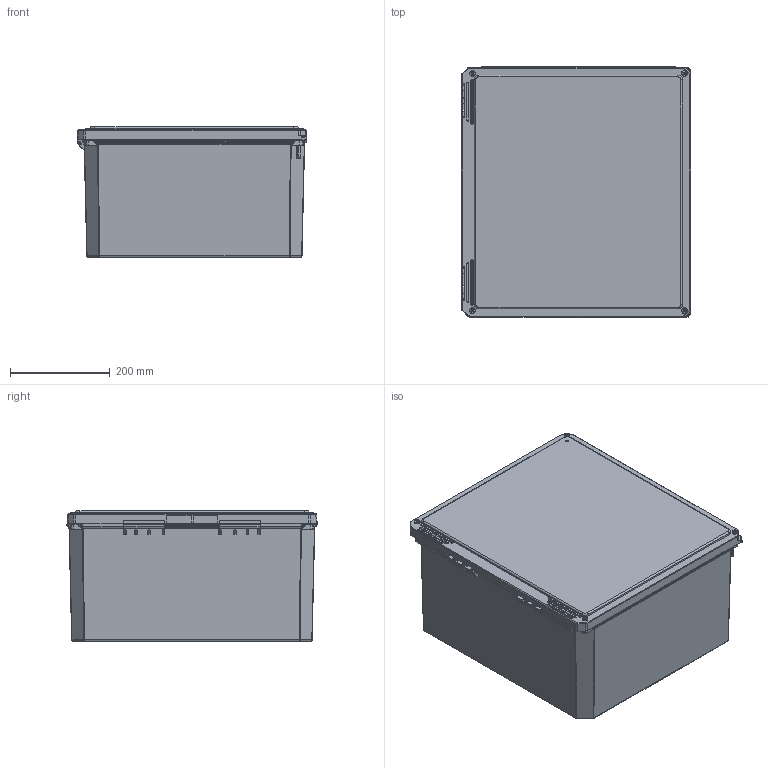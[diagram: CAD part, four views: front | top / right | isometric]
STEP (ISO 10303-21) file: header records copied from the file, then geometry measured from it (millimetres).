
FILE_DESCRIPTION (( 'STEP AP214' ), '1' );
FILE_NAME ('FR181610W.STEP', '2018-11-01T13:49:35', ( '' ), ( '' ), 'SwSTEP 2.0', 'SolidWorks 2018', '' );
FILE_SCHEMA (( 'AUTOMOTIVE_DESIGN' ));
Length unit declared in the file: inch
Products named in the file (1): FR181610W
Bounding box: 460.93 x 502.62 x 262.67 mm (x, y, z)
Volume: 4214942.8 mm3; surface area: 1898781 mm2
Topology: 27 solids, 27 shells, 2163 faces, 5447 edges, 3239 vertices
Faces by surface type: cylinder 786, plane 742, bspline 523, cone 96, torus 16
Full cylindrical faces by diameter (mm): 3.48 x4, 3.861 x8, 3.962 x16, 5.055 x4, 5.563 x2, 5.766 x2, 6.248 x16, 6.401 x4, 6.426 x4, 7.937 x2, 11.049 x2, 11.43 x4
Entity records: 119729 total; most frequent: CARTESIAN_POINT 46056, ORIENTED_EDGE 10386, DIRECTION 7561, EDGE_CURVE 5193, VERTEX_POINT 3202, LINE 2603, VECTOR 2603, AXIS2_PLACEMENT_3D 2479
